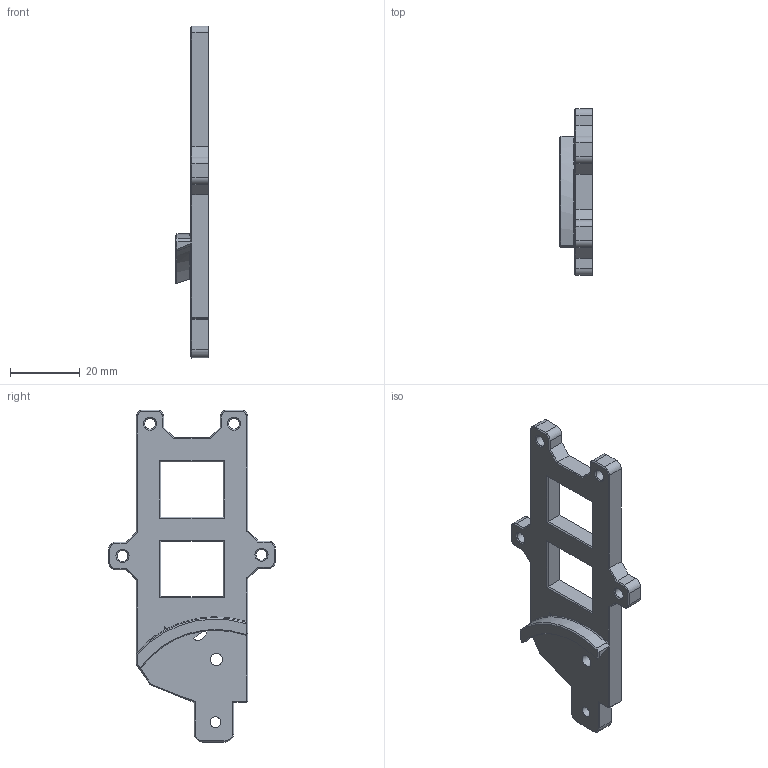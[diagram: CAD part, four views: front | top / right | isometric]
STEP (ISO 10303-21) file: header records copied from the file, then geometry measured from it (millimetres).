
FILE_DESCRIPTION(/* description */ (''),/* implementation_level */ '2;1');
FILE_NAME(/* name */ 'ercf_cutter_beta7_adaptor.step',/* time_stamp */ '2024-09-13T22:12:35-04:00',/* author */ (''),/* organization */ (''),/* preprocessor_version */ 'ST-DEVELOPER v20',/* originating_system */ 'Autodesk Translation Framework v13.14.0.145',/* authorisation */ '');
FILE_SCHEMA (('AUTOMOTIVE_DESIGN { 1 0 10303 214 3 1 1 }'));
Length unit declared in the file: millimetre
Products named in the file (1): ercf_cutter_beta7_adaptor
Bounding box: 9.35 x 47.8 x 95.34 mm (x, y, z)
Volume: 11118.1 mm3; surface area: 7006.2 mm2
Topology: 1 solids, 1 shells, 166 faces, 443 edges, 277 vertices
Faces by surface type: plane 99, bspline 26, cone 22, cylinder 18, torus 1
Full cylindrical faces by diameter (mm): 3.05 x1, 3.15 x4, 3.5 x1
Entity records: 5766 total; most frequent: CARTESIAN_POINT 1787, ORIENTED_EDGE 886, DIRECTION 701, EDGE_CURVE 443, LINE 287, VECTOR 287, VERTEX_POINT 277, AXIS2_PLACEMENT_3D 207
